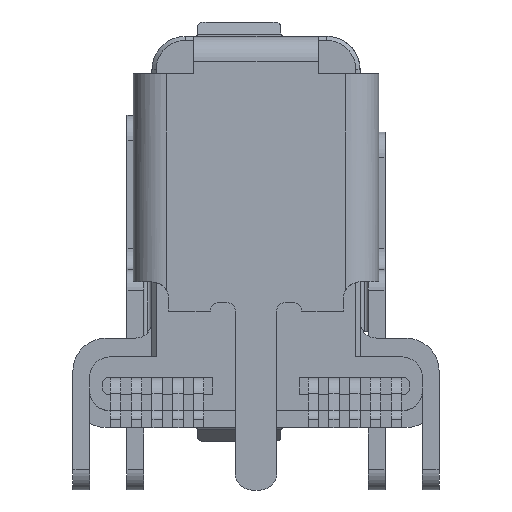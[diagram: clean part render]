
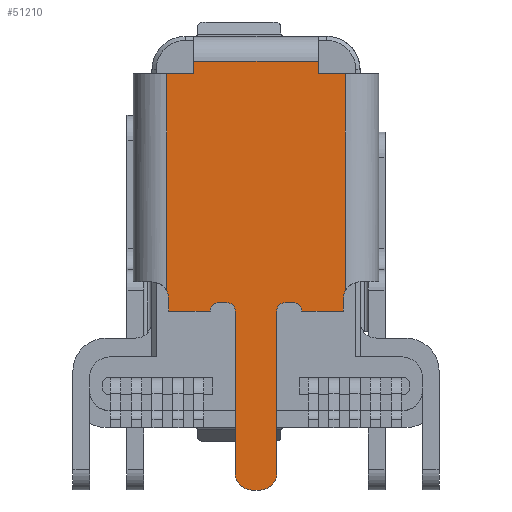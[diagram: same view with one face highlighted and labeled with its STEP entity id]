
A CAD part, left-side view. The second image highlights one B-rep face of the part: STEP entity #51210.
In plain terms, the highlighted planar face has unit normal (-1, 0, 0).
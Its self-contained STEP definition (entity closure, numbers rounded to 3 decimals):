
#26680=CARTESIAN_POINT('',(-10.15,-205.35,-0.1));
#26690=VERTEX_POINT('',#26680);
#26740=CARTESIAN_POINT('',(-10.15,-205.75,-0.1));
#26750=DIRECTION('',(-1.,0.,0.));
#26760=DIRECTION('',(0.,0.,1.));
#26770=AXIS2_PLACEMENT_3D('',#26740,#26750,#26760);
#26780=CIRCLE('',#26770,0.4);
#26790=CARTESIAN_POINT('',(-10.15,-205.4,0.094));
#26800=VERTEX_POINT('',#26790);
#26810=EDGE_CURVE('',#26800,#26690,#26780,.T.);
#27400=CARTESIAN_POINT('',(-10.15,-202.15,-0.4));
#27410=VERTEX_POINT('',#27400);
#27440=CARTESIAN_POINT('',(-10.15,-202.35,-0.4));
#27450=DIRECTION('',(-1.,0.,0.));
#27460=DIRECTION('',(0.,0.,1.));
#27470=AXIS2_PLACEMENT_3D('',#27440,#27450,#27460);
#27480=CIRCLE('',#27470,0.2);
#27490=CARTESIAN_POINT('',(-10.15,-202.35,-0.2));
#27500=VERTEX_POINT('',#27490);
#27510=EDGE_CURVE('',#27500,#27410,#27480,.T.);
#37040=CARTESIAN_POINT('',(-10.15,-202.75,-0.4));
#37050=VERTEX_POINT('',#37040);
#37080=CARTESIAN_POINT('',(-10.15,-202.75,4.1));
#37090=DIRECTION('',(0.,0.,-1.));
#37100=VECTOR('',#37090,1.);
#37110=LINE('',#37080,#37100);
#37120=CARTESIAN_POINT('',(-10.15,-202.75,-4.3));
#37130=VERTEX_POINT('',#37120);
#37140=EDGE_CURVE('',#37050,#37130,#37110,.T.);
#41590=CARTESIAN_POINT('',(-10.15,-205.4,5.3));
#41600=VERTEX_POINT('',#41590);
#42130=CARTESIAN_POINT('',(-10.15,-205.4,-0.788));
#42140=DIRECTION('',(0.,0.,-1.));
#42150=VECTOR('',#42140,1.);
#42160=LINE('',#42130,#42150);
#42170=EDGE_CURVE('',#41600,#26800,#42160,.T.);
#49500=CARTESIAN_POINT('',(-10.15,-203.25,0.3));
#49510=DIRECTION('',(-1.,0.,0.));
#49520=DIRECTION('',(0.,-1.,0.));
#49530=AXIS2_PLACEMENT_3D('',#49500,#49510,#49520);
#49540=PLANE('',#49530);
#49550=CARTESIAN_POINT('',(-10.15,-204.75,5.787));
#49560=DIRECTION('',(0.,0.,-1.));
#49570=VECTOR('',#49560,1.);
#49580=LINE('',#49550,#49570);
#49590=CARTESIAN_POINT('',(-10.15,-204.75,5.6));
#49600=VERTEX_POINT('',#49590);
#49610=CARTESIAN_POINT('',(-10.15,-204.75,5.3));
#49620=VERTEX_POINT('',#49610);
#49630=EDGE_CURVE('',#49600,#49620,#49580,.T.);
#49640=ORIENTED_EDGE('',*,*,#49630,.F.);
#49650=CARTESIAN_POINT('',(-10.15,-203.288,5.3));
#49660=DIRECTION('',(0.,1.,0.));
#49670=VECTOR('',#49660,1.);
#49680=LINE('',#49650,#49670);
#49690=EDGE_CURVE('',#41600,#49620,#49680,.T.);
#49700=ORIENTED_EDGE('',*,*,#49690,.T.);
#49710=ORIENTED_EDGE('',*,*,#42170,.F.);
#49720=ORIENTED_EDGE('',*,*,#26810,.F.);
#49730=CARTESIAN_POINT('',(-10.15,-205.35,6.985));
#49740=DIRECTION('',(0.,0.,1.));
#49750=VECTOR('',#49740,1.);
#49760=LINE('',#49730,#49750);
#49770=CARTESIAN_POINT('',(-10.15,-205.35,-0.4));
#49780=VERTEX_POINT('',#49770);
#49790=EDGE_CURVE('',#49780,#26690,#49760,.T.);
#49800=ORIENTED_EDGE('',*,*,#49790,.T.);
#49810=CARTESIAN_POINT('',(-10.15,-203.288,-0.4))
;
#49820=DIRECTION('',(0.,-1.,0.));
#49830=VECTOR('',#49820,1.);
#49840=LINE('',#49810,#49830);
#49850=CARTESIAN_POINT('',(-10.15,-204.35,-0.4));
#49860=VERTEX_POINT('',#49850);
#49870=EDGE_CURVE('',#49860,#49780,#49840,.T.);
#49880=ORIENTED_EDGE('',*,*,#49870,.T.);
#49890=CARTESIAN_POINT('',(-10.15,-204.15,-0.4));
#49900=DIRECTION('',(-1.,0.,0.));
#49910=DIRECTION('',(0.,0.,1.));
#49920=AXIS2_PLACEMENT_3D('',#49890,#49900,#49910);
#49930=CIRCLE('',#49920,0.2);
#49940=CARTESIAN_POINT('',(-10.15,-204.15,-0.2));
#49950=VERTEX_POINT('',#49940);
#49960=EDGE_CURVE('',#49860,#49950,#49930,.T.);
#49970=ORIENTED_EDGE('',*,*,#49960,.F.);
#49980=CARTESIAN_POINT('',(-10.15,-203.288,-0.2))
;
#49990=DIRECTION('',(0.,-1.,0.));
#50000=VECTOR('',#49990,1.);
#50010=LINE('',#49980,#50000);
#50020=CARTESIAN_POINT('',(-10.15,-203.95,-0.2));
#50030=VERTEX_POINT('',#50020);
#50040=EDGE_CURVE('',#50030,#49950,#50010,.T.);
#50050=ORIENTED_EDGE('',*,*,#50040,.T.);
#50060=CARTESIAN_POINT('',(-10.15,-203.95,-0.4));
#50070=DIRECTION('',(-1.,0.,0.));
#50080=DIRECTION('',(0.,0.,1.));
#50090=AXIS2_PLACEMENT_3D('',#50060,#50070,#50080);
#50100=CIRCLE('',#50090,0.2);
#50110=CARTESIAN_POINT('',(-10.15,-203.75,-0.4));
#50120=VERTEX_POINT('',#50110);
#50130=EDGE_CURVE('',#50030,#50120,#50100,.T.);
#50140=ORIENTED_EDGE('',*,*,#50130,.F.);
#50150=CARTESIAN_POINT('',(-10.15,-203.75,4.1));
#50160=DIRECTION('',(0.,0.,-1.));
#50170=VECTOR('',#50160,1.);
#50180=LINE('',#50150,#50170);
#50190=CARTESIAN_POINT('',(-10.15,-203.75,-4.3));
#50200=VERTEX_POINT('',#50190);
#50210=EDGE_CURVE('',#50120,#50200,#50180,.T.);
#50220=ORIENTED_EDGE('',*,*,#50210,.F.);
#50230=CARTESIAN_POINT('',(-10.15,-203.35,-4.3));
#50240=DIRECTION('',(1.,0.,0.));
#50250=DIRECTION('',(0.,0.,-1.));
#50260=AXIS2_PLACEMENT_3D('',#50230,#50240,#50250);
#50270=CIRCLE('',#50260,0.4);
#50280=CARTESIAN_POINT('',(-10.15,-203.35,-4.7));
#50290=VERTEX_POINT('',#50280);
#50300=EDGE_CURVE('',#50200,#50290,#50270,.T.);
#50310=ORIENTED_EDGE('',*,*,#50300,.F.);
#50320=CARTESIAN_POINT('',(-10.15,-203.25,-4.7));
#50330=DIRECTION('',(0.,-1.,0.));
#50340=VECTOR('',#50330,1.);
#50350=LINE('',#50320,#50340);
#50360=CARTESIAN_POINT('',(-10.15,-203.15,-4.7));
#50370=VERTEX_POINT('',#50360);
#50380=EDGE_CURVE('',#50370,#50290,#50350,.T.);
#50390=ORIENTED_EDGE('',*,*,#50380,.T.);
#50400=CARTESIAN_POINT('',(-10.15,-203.15,-4.3));
#50410=DIRECTION('',(1.,0.,0.));
#50420=DIRECTION('',(0.,0.,-1.));
#50430=AXIS2_PLACEMENT_3D('',#50400,#50410,#50420);
#50440=CIRCLE('',#50430,0.4);
#50450=EDGE_CURVE('',#50370,#37130,#50440,.T.);
#50460=ORIENTED_EDGE('',*,*,#50450,.F.);
#50470=ORIENTED_EDGE('',*,*,#37140,.T.);
#50480=CARTESIAN_POINT('',(-10.15,-202.55,-0.4));
#50490=DIRECTION('',(-1.,0.,0.));
#50500=DIRECTION('',(0.,0.,1.));
#50510=AXIS2_PLACEMENT_3D('',#50480,#50490,#50500);
#50520=CIRCLE('',#50510,0.2);
#50530=CARTESIAN_POINT('',(-10.15,-202.55,-0.2));
#50540=VERTEX_POINT('',#50530);
#50550=EDGE_CURVE('',#37050,#50540,#50520,.T.);
#50560=ORIENTED_EDGE('',*,*,#50550,.F.);
#50570=CARTESIAN_POINT('',(-10.15,-203.288,-0.2))
;
#50580=DIRECTION('',(0.,-1.,0.));
#50590=VECTOR('',#50580,1.);
#50600=LINE('',#50570,#50590);
#50610=EDGE_CURVE('',#27500,#50540,#50600,.T.);
#50620=ORIENTED_EDGE('',*,*,#50610,.T.);
#50630=ORIENTED_EDGE('',*,*,#27510,.F.);
#50640=CARTESIAN_POINT('',(-10.15,-203.288,-0.4))
;
#50650=DIRECTION('',(0.,-1.,0.));
#50660=VECTOR('',#50650,1.);
#50670=LINE('',#50640,#50660);
#50680=CARTESIAN_POINT('',(-10.15,-201.15,-0.4));
#50690=VERTEX_POINT('',#50680);
#50700=EDGE_CURVE('',#50690,#27410,#50670,.T.);
#50710=ORIENTED_EDGE('',*,*,#50700,.T.);
#50720=CARTESIAN_POINT('',(-10.15,-201.15,6.985));
#50730=DIRECTION('',(0.,0.,-1.));
#50740=VECTOR('',#50730,1.);
#50750=LINE('',#50720,#50740);
#50760=CARTESIAN_POINT('',(-10.15,-201.15,-0.1));
#50770=VERTEX_POINT('',#50760);
#50780=EDGE_CURVE('',#50770,#50690,#50750,.T.);
#50790=ORIENTED_EDGE('',*,*,#50780,.T.);
#50800=CARTESIAN_POINT('',(-10.15,-200.75,-0.1));
#50810=DIRECTION('',(1.,0.,0.));
#50820=DIRECTION('',(0.,0.,-1.));
#50830=AXIS2_PLACEMENT_3D('',#50800,#50810,#50820);
#50840=CIRCLE('',#50830,0.4);
#50850=CARTESIAN_POINT('',(-10.15,-201.1,0.094));
#50860=VERTEX_POINT('',#50850);
#50870=EDGE_CURVE('',#50860,#50770,#50840,.T.);
#50880=ORIENTED_EDGE('',*,*,#50870,.T.);
#50890=CARTESIAN_POINT('',(-10.15,-201.1,-0.788));
#50900=DIRECTION('',(0.,0.,-1.));
#50910=VECTOR('',#50900,1.);
#50920=LINE('',#50890,#50910);
#50930=CARTESIAN_POINT('',(-10.15,-201.1,5.3));
#50940=VERTEX_POINT('',#50930);
#50950=EDGE_CURVE('',#50940,#50860,#50920,.T.);
#50960=ORIENTED_EDGE('',*,*,#50950,.T.);
#50970=CARTESIAN_POINT('',(-10.15,-203.288,5.3));
#50980=DIRECTION('',(0.,1.,0.));
#50990=VECTOR('',#50980,1.);
#51000=LINE('',#50970,#50990);
#51010=CARTESIAN_POINT('',(-10.15,-201.75,5.3));
#51020=VERTEX_POINT('',#51010);
#51030=EDGE_CURVE('',#51020,#50940,#51000,.T.);
#51040=ORIENTED_EDGE('',*,*,#51030,.T.);
#51050=CARTESIAN_POINT('',(-10.15,-201.75,5.787));
#51060=DIRECTION('',(0.,0.,-1.));
#51070=VECTOR('',#51060,1.);
#51080=LINE('',#51050,#51070);
#51090=CARTESIAN_POINT('',(-10.15,-201.75,5.6));
#51100=VERTEX_POINT('',#51090);
#51110=EDGE_CURVE('',#51100,#51020,#51080,.T.);
#51120=ORIENTED_EDGE('',*,*,#51110,.T.);
#51130=CARTESIAN_POINT('',(-10.15,-203.288,5.6));
#51140=DIRECTION('',(0.,-1.,0.));
#51150=VECTOR('',#51140,1.);
#51160=LINE('',#51130,#51150);
#51170=EDGE_CURVE('',#51100,#49600,#51160,.T.);
#51180=ORIENTED_EDGE('',*,*,#51170,.F.);
#51190=EDGE_LOOP('',(#51180,#51120,#51040,#50960,#50880,#50790,#50710,
#50630,#50620,#50560,#50470,#50460,#50390,#50310,#50220,#50140,#50050,
#49970,#49880,#49800,#49720,#49710,#49700,#49640));
#51200=FACE_OUTER_BOUND('',#51190,.T.);
#51210=ADVANCED_FACE('',(#51200),#49540,.T.);
